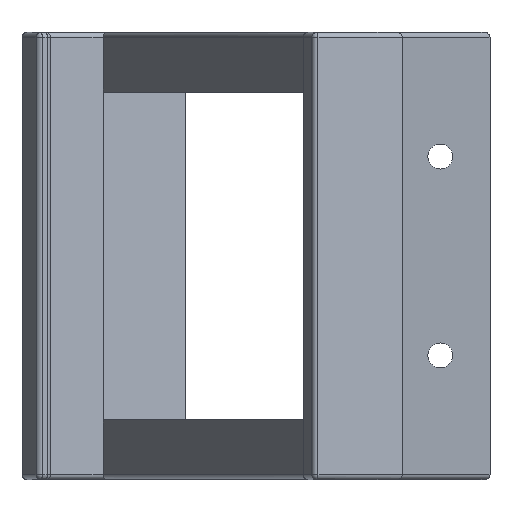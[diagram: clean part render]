
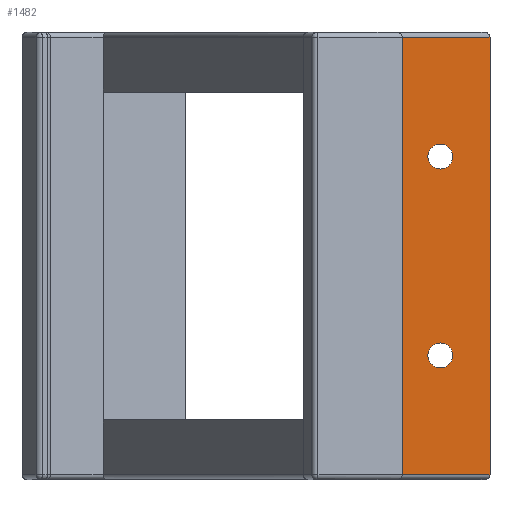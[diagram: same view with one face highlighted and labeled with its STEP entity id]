
A CAD part, left-side view. The second image highlights one B-rep face of the part: STEP entity #1482.
In plain terms, the highlighted planar face has unit normal (-1, 0, 0).
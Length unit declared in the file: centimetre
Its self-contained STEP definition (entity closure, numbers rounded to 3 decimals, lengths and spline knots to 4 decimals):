
#202=CIRCLE('',#1582,0.25);
#204=CIRCLE('',#1585,0.25);
#272=VERTEX_POINT('',#2254);
#274=VERTEX_POINT('',#2259);
#275=VERTEX_POINT('',#2262);
#276=VERTEX_POINT('',#2263);
#277=VERTEX_POINT('',#2265);
#278=VERTEX_POINT('',#2267);
#392=VECTOR('',#1795,1.);
#393=VECTOR('',#1796,1.);
#394=VECTOR('',#1797,1.);
#395=VECTOR('',#1798,1.);
#521=LINE('',#2261,#392);
#522=LINE('',#2264,#393);
#523=LINE('',#2266,#394);
#524=LINE('',#2268,#395);
#655=EDGE_CURVE('',#272,#272,#202,.T.);
#657=EDGE_CURVE('',#274,#274,#204,.T.);
#658=EDGE_CURVE('',#275,#276,#521,.T.);
#659=EDGE_CURVE('',#275,#277,#522,.T.);
#660=EDGE_CURVE('',#278,#277,#523,.T.);
#661=EDGE_CURVE('',#276,#278,#524,.T.);
#883=ORIENTED_EDGE('',*,*,#658,.F.);
#884=ORIENTED_EDGE('',*,*,#659,.T.);
#885=ORIENTED_EDGE('',*,*,#660,.F.);
#886=ORIENTED_EDGE('',*,*,#661,.F.);
#887=ORIENTED_EDGE('',*,*,#657,.T.);
#888=ORIENTED_EDGE('',*,*,#655,.T.);
#1278=EDGE_LOOP('',(#883,#884,#885,#886));
#1279=EDGE_LOOP('',(#887));
#1280=EDGE_LOOP('',(#888));
#1381=FACE_BOUND('',#1278,.T.);
#1382=FACE_BOUND('',#1279,.T.);
#1383=FACE_BOUND('',#1280,.T.);
#1482=ADVANCED_FACE('',(#1381,#1382,#1383),#2628,.T.);
#1582=AXIS2_PLACEMENT_3D('',#2253,#1786,#1787);
#1585=AXIS2_PLACEMENT_3D('',#2258,#1792,#1793);
#1586=AXIS2_PLACEMENT_3D('',#2260,#1794,$);
#1786=DIRECTION('',(1.,0.,0.));
#1787=DIRECTION('',(0.,0.,0.25));
#1792=DIRECTION('',(1.,0.,0.));
#1793=DIRECTION('',(0.,0.,0.25));
#1794=DIRECTION('',(-1.,0.,0.));
#1795=DIRECTION('',(0.,1.,0.));
#1796=DIRECTION('',(0.,0.,1.));
#1797=DIRECTION('',(0.,-1.,0.));
#1798=DIRECTION('',(0.,0.,1.));
#2253=CARTESIAN_POINT('',(-0.3,-1.47,6.5));
#2254=CARTESIAN_POINT('',(-0.3,-1.47,6.75));
#2258=CARTESIAN_POINT('',(-0.3,-1.47,2.5));
#2259=CARTESIAN_POINT('',(-0.3,-1.47,2.75));
#2260=CARTESIAN_POINT('',(-0.3,-1.5859,0.));
#2261=CARTESIAN_POINT('',(-0.3,-0.0385,0.1));
#2262=CARTESIAN_POINT('',(-0.3,-2.47,0.1));
#2263=CARTESIAN_POINT('',(-0.3,-0.7017,0.1));
#2264=CARTESIAN_POINT('',(-0.3,-2.47,0.));
#2265=CARTESIAN_POINT('',(-0.3,-2.47,8.9));
#2266=CARTESIAN_POINT('',(-0.3,-0.0385,8.9));
#2267=CARTESIAN_POINT('',(-0.3,-0.7017,8.9));
#2268=CARTESIAN_POINT('',(-0.3,-0.7017,0.));
#2628=PLANE('',#1586);
